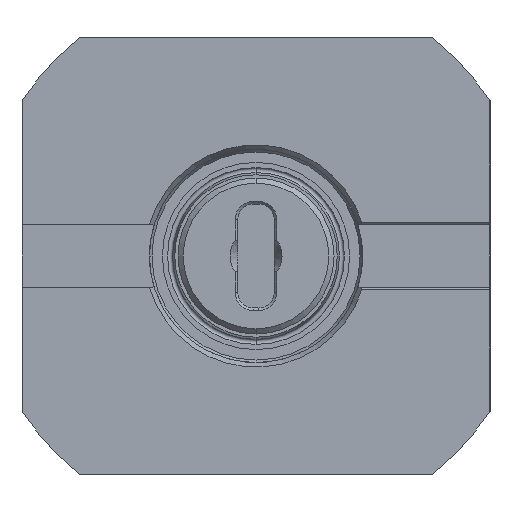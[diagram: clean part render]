
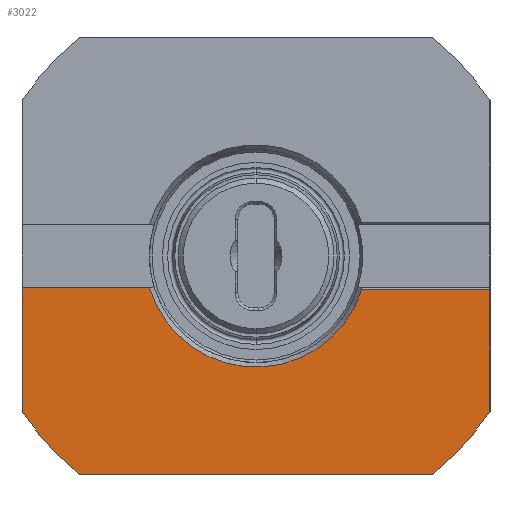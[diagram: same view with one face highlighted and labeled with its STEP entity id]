
A CAD part, left-side view. The second image highlights one B-rep face of the part: STEP entity #3022.
In plain terms, the highlighted planar face has unit normal (-1, 0, 0).
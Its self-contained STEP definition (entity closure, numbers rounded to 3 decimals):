
#128=CARTESIAN_POINT('',(-30.,-20.353,-6.5));
#152=DIRECTION('',(0.,1.,0.));
#153=VECTOR('',#152,24.647);
#154=CARTESIAN_POINT('',(-30.,-45.,-6.5));
#155=LINE('',#154,#153);
#156=DIRECTION('',(0.,0.,-1.));
#157=VECTOR('',#156,23.35);
#158=CARTESIAN_POINT('',(-30.,-45.,-6.5));
#159=LINE('',#158,#157);
#160=DIRECTION('',(0.,1.,0.));
#161=VECTOR('',#160,67.882);
#162=CARTESIAN_POINT('',(-30.,-33.941,-42.));
#163=LINE('',#162,#161);
#164=DIRECTION('',(0.,0.,1.));
#165=VECTOR('',#164,23.85);
#166=CARTESIAN_POINT('',(-30.,45.,-29.85));
#167=LINE('',#166,#165);
#168=DIRECTION('',(0.,1.,0.));
#169=VECTOR('',#168,24.494);
#170=CARTESIAN_POINT('',(-30.,20.506,-6.));
#171=LINE('',#170,#169);
#172=CARTESIAN_POINT('',(-30.,0.,0.));
#173=DIRECTION('',(-1.,0.,0.));
#174=DIRECTION('',(0.,0.96,-0.281));
#175=AXIS2_PLACEMENT_3D('',#172,#173,#174);
#177=CARTESIAN_POINT('',(-30.,0.,0.));
#178=DIRECTION('',(1.,0.,0.));
#179=DIRECTION('',(0.,-0.833,-0.553));
#180=AXIS2_PLACEMENT_3D('',#177,#178,#179);
#472=CARTESIAN_POINT('',(-30.,0.,0.));
#473=DIRECTION('',(1.,0.,0.));
#474=DIRECTION('',(0.,0.629,-0.778));
#475=AXIS2_PLACEMENT_3D('',#472,#473,#474);
#2307=CARTESIAN_POINT('',(-30.,-45.,-29.85));
#2308=VERTEX_POINT('',#2307);
#2309=CARTESIAN_POINT('',(-30.,33.941,-42.));
#2310=VERTEX_POINT('',#2309);
#2311=CARTESIAN_POINT('',(-30.,-33.941,-42.));
#2312=VERTEX_POINT('',#2311);
#2313=CARTESIAN_POINT('',(-30.,45.,-29.85));
#2314=VERTEX_POINT('',#2313);
#2351=CARTESIAN_POINT('',(-30.,20.506,-6.));
#2352=CARTESIAN_POINT('',(-30.,45.,-6.));
#2353=VERTEX_POINT('',#2351);
#2354=VERTEX_POINT('',#2352);
#2389=VERTEX_POINT('',#128);
#2393=CARTESIAN_POINT('',(-30.,-45.,-6.5));
#2394=VERTEX_POINT('',#2393);
#3002=CARTESIAN_POINT('',(-30.,0.,0.));
#3003=DIRECTION('',(-1.,0.,0.));
#3004=DIRECTION('',(0.,1.,0.));
#3005=AXIS2_PLACEMENT_3D('',#3002,#3003,#3004);
#3006=PLANE('',#3005);
#3007=ORIENTED_EDGE('',*,*,#2980,.F.);
#3008=ORIENTED_EDGE('',*,*,#2915,.T.);
#3010=ORIENTED_EDGE('',*,*,#3009,.T.);
#3012=ORIENTED_EDGE('',*,*,#3011,.T.);
#3014=ORIENTED_EDGE('',*,*,#3013,.T.);
#3016=ORIENTED_EDGE('',*,*,#3015,.T.);
#3018=ORIENTED_EDGE('',*,*,#3017,.F.);
#3019=ORIENTED_EDGE('',*,*,#2991,.T.);
#3020=EDGE_LOOP('',(#3007,#3008,#3010,#3012,#3014,#3016,#3018,#3019));
#3021=FACE_OUTER_BOUND('',#3020,.F.);
#3022=ADVANCED_FACE('',(#3021),#3006,.T.);
#176=CIRCLE('',#175,21.366);
#181=CIRCLE('',#180,54.);
#476=CIRCLE('',#475,54.);
#2915=EDGE_CURVE('',#2394,#2308,#159,.T.);
#2980=EDGE_CURVE('',#2394,#2389,#155,.T.);
#2991=EDGE_CURVE('',#2353,#2389,#176,.T.);
#3009=EDGE_CURVE('',#2308,#2312,#181,.T.);
#3011=EDGE_CURVE('',#2312,#2310,#163,.T.);
#3013=EDGE_CURVE('',#2310,#2314,#476,.T.);
#3015=EDGE_CURVE('',#2314,#2354,#167,.T.);
#3017=EDGE_CURVE('',#2353,#2354,#171,.T.);
